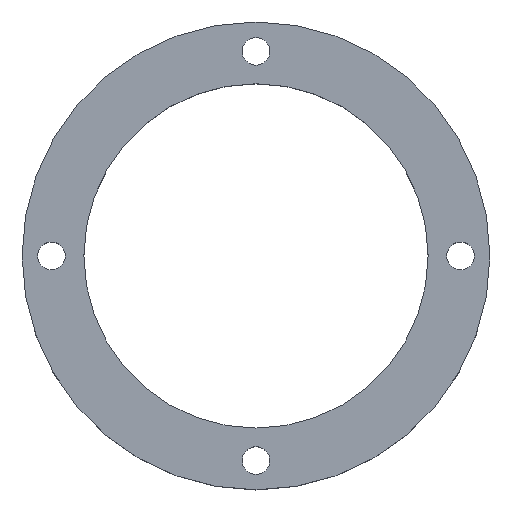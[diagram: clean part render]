
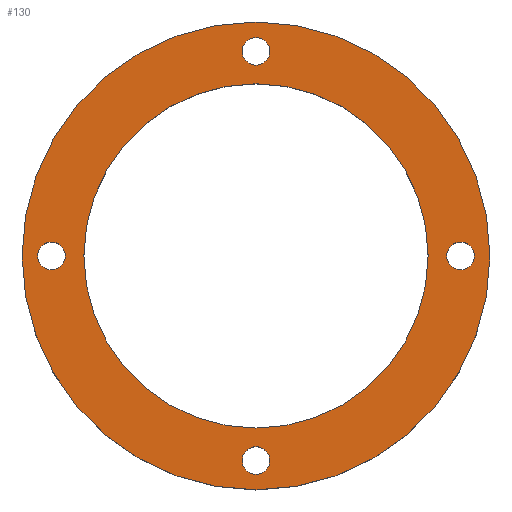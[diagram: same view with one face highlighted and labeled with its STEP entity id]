
A CAD part, top view. The second image highlights one B-rep face of the part: STEP entity #130.
In plain terms, the highlighted planar face has unit normal (0, 0, 1).
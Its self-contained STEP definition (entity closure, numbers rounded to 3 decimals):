
#3 = EDGE_LOOP ( 'NONE', ( #164, #200 ) ) ;
#6 = EDGE_CURVE ( 'NONE', #64, #13, #172, .T. ) ;
#9 = CARTESIAN_POINT ( 'NONE',  ( 38., 0., 12.7 ) ) ;
#13 = VERTEX_POINT ( 'NONE', #437 ) ;
#18 = EDGE_LOOP ( 'NONE', ( #428, #301 ) ) ;
#21 = CARTESIAN_POINT ( 'NONE',  ( -33.235, 0., 12.7 ) ) ;
#24 = DIRECTION ( 'NONE',  ( 1., 0., 0. ) ) ;
#27 = CARTESIAN_POINT ( 'NONE',  ( -2.25, -33.235, 12.7 ) ) ;
#30 = CARTESIAN_POINT ( 'NONE',  ( 0., -33.235, 12.7 ) ) ;
#36 = EDGE_CURVE ( 'NONE', #362, #76, #278, .T. ) ;
#37 = ORIENTED_EDGE ( 'NONE', *, *, #469, .F. ) ;
#38 = DIRECTION ( 'NONE',  ( 0., 0., 1. ) ) ;
#40 = AXIS2_PLACEMENT_3D ( 'NONE', #221, #326, #361 ) ;
#46 = CIRCLE ( 'NONE', #40, 38. ) ;
#52 = DIRECTION ( 'NONE',  ( 0., 0., 1. ) ) ;
#53 = CARTESIAN_POINT ( 'NONE',  ( 2.25, 33.235, 12.7 ) ) ;
#64 = VERTEX_POINT ( 'NONE', #349 ) ;
#68 = CIRCLE ( 'NONE', #111, 27.965 ) ;
#71 = ORIENTED_EDGE ( 'NONE', *, *, #180, .T. ) ;
#74 = VERTEX_POINT ( 'NONE', #309 ) ;
#76 = VERTEX_POINT ( 'NONE', #398 ) ;
#78 = EDGE_LOOP ( 'NONE', ( #520, #71 ) ) ;
#80 = CIRCLE ( 'NONE', #430, 2.25 ) ;
#87 = EDGE_CURVE ( 'NONE', #241, #266, #68, .T. ) ;
#91 = CIRCLE ( 'NONE', #432, 2.25 ) ;
#92 = AXIS2_PLACEMENT_3D ( 'NONE', #280, #225, #418 ) ;
#95 = DIRECTION ( 'NONE',  ( 0., 0., 1. ) ) ;
#109 = DIRECTION ( 'NONE',  ( 0., 0., 1. ) ) ;
#110 = CARTESIAN_POINT ( 'NONE',  ( 0., -33.235, 12.7 ) ) ;
#111 = AXIS2_PLACEMENT_3D ( 'NONE', #535, #240, #127 ) ;
#112 = CARTESIAN_POINT ( 'NONE',  ( 0., 33.235, 12.7 ) ) ;
#115 = DIRECTION ( 'NONE',  ( 1., 0., 0. ) ) ;
#117 = CARTESIAN_POINT ( 'NONE',  ( -2.25, 33.235, 12.7 ) ) ;
#120 = EDGE_CURVE ( 'NONE', #514, #237, #167, .T. ) ;
#123 = DIRECTION ( 'NONE',  ( 1., 0., 0. ) ) ;
#124 = AXIS2_PLACEMENT_3D ( 'NONE', #110, #412, #144 ) ;
#127 = DIRECTION ( 'NONE',  ( 1., 0., 0. ) ) ;
#130 = ADVANCED_FACE ( 'NONE', ( #501, #271, #377, #250, #140, #153 ), #194, .T. ) ;
#140 = FACE_BOUND ( 'NONE', #18, .T. ) ;
#141 = DIRECTION ( 'NONE',  ( 1., 0., 0. ) ) ;
#142 = DIRECTION ( 'NONE',  ( 0., 0., 1. ) ) ;
#144 = DIRECTION ( 'NONE',  ( 1., 0., 0. ) ) ;
#145 = EDGE_CURVE ( 'NONE', #76, #362, #484, .T. ) ;
#146 = ORIENTED_EDGE ( 'NONE', *, *, #6, .F. ) ;
#150 = EDGE_CURVE ( 'NONE', #74, #162, #46, .T. ) ;
#153 = FACE_BOUND ( 'NONE', #287, .T. ) ;
#162 = VERTEX_POINT ( 'NONE', #9 ) ;
#164 = ORIENTED_EDGE ( 'NONE', *, *, #36, .F. ) ;
#167 = CIRCLE ( 'NONE', #232, 2.25 ) ;
#170 = CIRCLE ( 'NONE', #410, 2.25 ) ;
#172 = CIRCLE ( 'NONE', #282, 2.25 ) ;
#180 = EDGE_CURVE ( 'NONE', #162, #74, #419, .T. ) ;
#181 = CIRCLE ( 'NONE', #92, 2.25 ) ;
#194 = PLANE ( 'NONE',  #253 ) ;
#200 = ORIENTED_EDGE ( 'NONE', *, *, #145, .F. ) ;
#214 = CARTESIAN_POINT ( 'NONE',  ( 33.235, 0., 12.7 ) ) ;
#221 = CARTESIAN_POINT ( 'NONE',  ( 0., 0., 12.7 ) ) ;
#225 = DIRECTION ( 'NONE',  ( 0., 0., 1. ) ) ;
#226 = CARTESIAN_POINT ( 'NONE',  ( -27.965, 0., 12.7 ) ) ;
#231 = VERTEX_POINT ( 'NONE', #502 ) ;
#232 = AXIS2_PLACEMENT_3D ( 'NONE', #265, #142, #115 ) ;
#237 = VERTEX_POINT ( 'NONE', #117 ) ;
#240 = DIRECTION ( 'NONE',  ( 0., 0., 1. ) ) ;
#241 = VERTEX_POINT ( 'NONE', #226 ) ;
#245 = DIRECTION ( 'NONE',  ( 1., 0., 0. ) ) ;
#250 = FACE_BOUND ( 'NONE', #318, .T. ) ;
#251 = CARTESIAN_POINT ( 'NONE',  ( 27.965, 0., 12.7 ) ) ;
#253 = AXIS2_PLACEMENT_3D ( 'NONE', #488, #359, #455 ) ;
#258 = AXIS2_PLACEMENT_3D ( 'NONE', #30, #52, #24 ) ;
#260 = ORIENTED_EDGE ( 'NONE', *, *, #87, .F. ) ;
#265 = CARTESIAN_POINT ( 'NONE',  ( 0., 33.235, 12.7 ) ) ;
#266 = VERTEX_POINT ( 'NONE', #251 ) ;
#271 = FACE_BOUND ( 'NONE', #538, .T. ) ;
#272 = CARTESIAN_POINT ( 'NONE',  ( 0., 0., 12.7 ) ) ;
#278 = CIRCLE ( 'NONE', #258, 2.25 ) ;
#280 = CARTESIAN_POINT ( 'NONE',  ( 33.235, 0., 12.7 ) ) ;
#282 = AXIS2_PLACEMENT_3D ( 'NONE', #21, #95, #123 ) ;
#287 = EDGE_LOOP ( 'NONE', ( #37, #146 ) ) ;
#289 = VERTEX_POINT ( 'NONE', #344 ) ;
#293 = AXIS2_PLACEMENT_3D ( 'NONE', #272, #38, #330 ) ;
#299 = EDGE_CURVE ( 'NONE', #289, #231, #181, .T. ) ;
#301 = ORIENTED_EDGE ( 'NONE', *, *, #299, .F. ) ;
#307 = DIRECTION ( 'NONE',  ( 1., 0., 0. ) ) ;
#309 = CARTESIAN_POINT ( 'NONE',  ( -38., 0., 12.7 ) ) ;
#318 = EDGE_LOOP ( 'NONE', ( #260, #511 ) ) ;
#326 = DIRECTION ( 'NONE',  ( 0., 0., 1. ) ) ;
#330 = DIRECTION ( 'NONE',  ( 1., 0., 0. ) ) ;
#344 = CARTESIAN_POINT ( 'NONE',  ( 35.485, 0., 12.7 ) ) ;
#349 = CARTESIAN_POINT ( 'NONE',  ( -30.985, 0., 12.7 ) ) ;
#357 = CARTESIAN_POINT ( 'NONE',  ( 0., 0., 12.7 ) ) ;
#359 = DIRECTION ( 'NONE',  ( 0., 0., 1. ) ) ;
#361 = DIRECTION ( 'NONE',  ( 1., 0., 0. ) ) ;
#362 = VERTEX_POINT ( 'NONE', #27 ) ;
#377 = FACE_OUTER_BOUND ( 'NONE', #78, .T. ) ;
#398 = CARTESIAN_POINT ( 'NONE',  ( 2.25, -33.235, 12.7 ) ) ;
#404 = ORIENTED_EDGE ( 'NONE', *, *, #120, .F. ) ;
#405 = DIRECTION ( 'NONE',  ( 1., 0., 0. ) ) ;
#406 = DIRECTION ( 'NONE',  ( 0., 0., 1. ) ) ;
#409 = EDGE_CURVE ( 'NONE', #266, #241, #421, .T. ) ;
#410 = AXIS2_PLACEMENT_3D ( 'NONE', #214, #539, #245 ) ;
#412 = DIRECTION ( 'NONE',  ( 0., 0., 1. ) ) ;
#418 = DIRECTION ( 'NONE',  ( 1., 0., 0. ) ) ;
#419 = CIRCLE ( 'NONE', #293, 38. ) ;
#421 = CIRCLE ( 'NONE', #459, 27.965 ) ;
#428 = ORIENTED_EDGE ( 'NONE', *, *, #510, .F. ) ;
#430 = AXIS2_PLACEMENT_3D ( 'NONE', #112, #406, #141 ) ;
#432 = AXIS2_PLACEMENT_3D ( 'NONE', #489, #443, #307 ) ;
#437 = CARTESIAN_POINT ( 'NONE',  ( -35.485, 0., 12.7 ) ) ;
#441 = ORIENTED_EDGE ( 'NONE', *, *, #450, .F. ) ;
#443 = DIRECTION ( 'NONE',  ( 0., 0., 1. ) ) ;
#450 = EDGE_CURVE ( 'NONE', #237, #514, #80, .T. ) ;
#455 = DIRECTION ( 'NONE',  ( 1., 0., 0. ) ) ;
#459 = AXIS2_PLACEMENT_3D ( 'NONE', #357, #109, #405 ) ;
#469 = EDGE_CURVE ( 'NONE', #13, #64, #91, .T. ) ;
#484 = CIRCLE ( 'NONE', #124, 2.25 ) ;
#488 = CARTESIAN_POINT ( 'NONE',  ( 0., 0., 12.7 ) ) ;
#489 = CARTESIAN_POINT ( 'NONE',  ( -33.235, 0., 12.7 ) ) ;
#501 = FACE_BOUND ( 'NONE', #3, .T. ) ;
#502 = CARTESIAN_POINT ( 'NONE',  ( 30.985, 0., 12.7 ) ) ;
#510 = EDGE_CURVE ( 'NONE', #231, #289, #170, .T. ) ;
#511 = ORIENTED_EDGE ( 'NONE', *, *, #409, .F. ) ;
#514 = VERTEX_POINT ( 'NONE', #53 ) ;
#520 = ORIENTED_EDGE ( 'NONE', *, *, #150, .T. ) ;
#535 = CARTESIAN_POINT ( 'NONE',  ( 0., 0., 12.7 ) ) ;
#538 = EDGE_LOOP ( 'NONE', ( #441, #404 ) ) ;
#539 = DIRECTION ( 'NONE',  ( 0., 0., 1. ) ) ;
